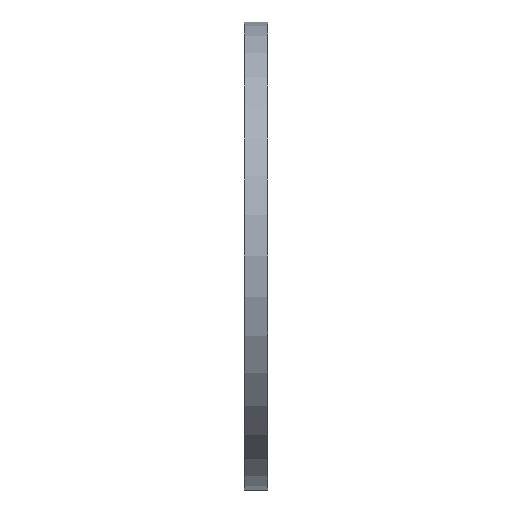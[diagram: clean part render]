
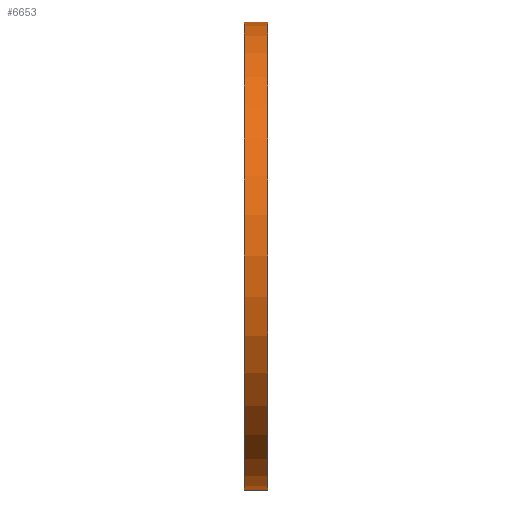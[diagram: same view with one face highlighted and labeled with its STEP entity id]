
A CAD part, left-side view. The second image highlights one B-rep face of the part: STEP entity #6653.
In plain terms, the highlighted cylindrical face has radius 60 mm (diameter 120 mm), a partial arc.
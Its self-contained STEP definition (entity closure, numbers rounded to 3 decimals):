
#904 = CARTESIAN_POINT ( 'NONE',  ( 0., 0., 60. ) ) ;
#1065 = LINE ( 'NONE', #4453, #2921 ) ;
#1297 = ORIENTED_EDGE ( 'NONE', *, *, #3552, .F. ) ;
#1572 = EDGE_CURVE ( 'NONE', #5564, #3637, #3163, .T. ) ;
#1788 = DIRECTION ( 'NONE',  ( 0., -1., 0. ) ) ;
#1809 = DIRECTION ( 'NONE',  ( 0., 0., 1. ) ) ;
#2228 = DIRECTION ( 'NONE',  ( 0., -1., 0. ) ) ;
#2349 = ORIENTED_EDGE ( 'NONE', *, *, #5007, .T. ) ;
#2454 = CYLINDRICAL_SURFACE ( 'NONE', #6055, 60. ) ;
#2921 = VECTOR ( 'NONE', #9956, 1000. ) ;
#3163 = CIRCLE ( 'NONE', #7637, 60. ) ;
#3190 = VERTEX_POINT ( 'NONE', #4405 ) ;
#3552 = EDGE_CURVE ( 'NONE', #3190, #10803, #10049, .T. ) ;
#3637 = VERTEX_POINT ( 'NONE', #904 ) ;
#4346 = FACE_OUTER_BOUND ( 'NONE', #4846, .T. ) ;
#4405 = CARTESIAN_POINT ( 'NONE',  ( 0., 6., -60. ) ) ;
#4453 = CARTESIAN_POINT ( 'NONE',  ( 0., 6., -60. ) ) ;
#4733 = CARTESIAN_POINT ( 'NONE',  ( 0., 6., 60. ) ) ;
#4796 = VECTOR ( 'NONE', #2228, 1000. ) ;
#4846 = EDGE_LOOP ( 'NONE', ( #5679, #1297, #2349, #6612 ) ) ;
#5007 = EDGE_CURVE ( 'NONE', #3190, #5564, #1065, .T. ) ;
#5564 = VERTEX_POINT ( 'NONE', #9153 ) ;
#5679 = ORIENTED_EDGE ( 'NONE', *, *, #11657, .F. ) ;
#5777 = CARTESIAN_POINT ( 'NONE',  ( 0., 0., 0. ) ) ;
#5851 = DIRECTION ( 'NONE',  ( 0., 1., 0. ) ) ;
#6055 = AXIS2_PLACEMENT_3D ( 'NONE', #7242, #1788, #8170 ) ;
#6612 = ORIENTED_EDGE ( 'NONE', *, *, #1572, .T. ) ;
#6653 = ADVANCED_FACE ( 'NONE', ( #4346 ), #2454, .T. ) ;
#6671 = DIRECTION ( 'NONE',  ( 0., 0., 1. ) ) ;
#7242 = CARTESIAN_POINT ( 'NONE',  ( 0., 6., 0. ) ) ;
#7460 = CARTESIAN_POINT ( 'NONE',  ( 0., 6., 60. ) ) ;
#7637 = AXIS2_PLACEMENT_3D ( 'NONE', #5777, #5851, #6671 ) ;
#8170 = DIRECTION ( 'NONE',  ( 0., 0., -1. ) ) ;
#8481 = LINE ( 'NONE', #4733, #4796 ) ;
#9033 = DIRECTION ( 'NONE',  ( 0., 1., 0. ) ) ;
#9153 = CARTESIAN_POINT ( 'NONE',  ( 0., 0., -60. ) ) ;
#9842 = AXIS2_PLACEMENT_3D ( 'NONE', #10839, #9033, #1809 ) ;
#9956 = DIRECTION ( 'NONE',  ( 0., -1., 0. ) ) ;
#10049 = CIRCLE ( 'NONE', #9842, 60. ) ;
#10803 = VERTEX_POINT ( 'NONE', #7460 ) ;
#10839 = CARTESIAN_POINT ( 'NONE',  ( 0., 6., 0. ) ) ;
#11657 = EDGE_CURVE ( 'NONE', #10803, #3637, #8481, .T. ) ;
